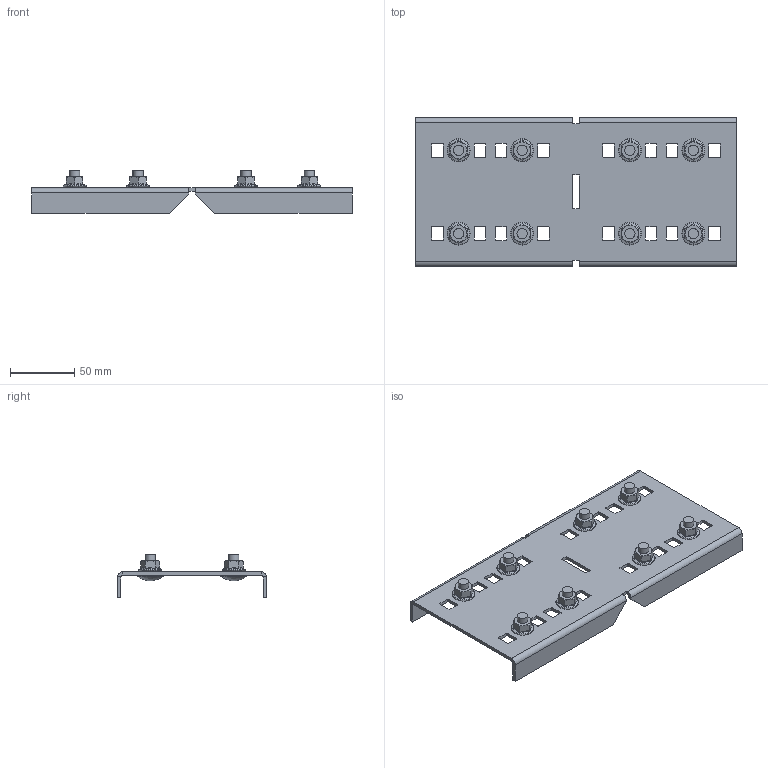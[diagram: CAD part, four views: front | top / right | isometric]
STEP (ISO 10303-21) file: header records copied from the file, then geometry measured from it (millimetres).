
FILE_DESCRIPTION (( 'STEP AP214' ), '1' );
FILE_NAME ('6091397.stp', '2024-05-02T15:51:57', ( '' ), ( '' ), 'SwSTEP 2.0', 'SolidWorks 2022', '' );
FILE_SCHEMA (( 'AUTOMOTIVE_DESIGN' ));
Length unit declared in the file: millimetre
Products named in the file (5): 014705_H=111; 009241_DIN 6798-A8.4; 6091397; 020262_DIN EN 1661 - M8; KTS 14.002-050_M8x16
Assembly tree (25 placements, depth 2):
  6091397
    014705_H=111
    KTS 14.002-050_M8x16  x8
    009241_DIN 6798-A8.4  x8
    020262_DIN EN 1661 - M8  x8
Bounding box: 250 x 116 x 33.5 mm (x, y, z)
Volume: 107673.4 mm3; surface area: 91461.9 mm2
Topology: 25 solids, 25 shells, 1046 faces, 2972 edges, 1760 vertices
Faces by surface type: plane 526, bspline 272, cylinder 160, cone 72, sphere 8, torus 8
Full cylindrical faces by diameter (mm): 6.8 x8, 8 x24, 8.4 x8, 15 x8, 20 x8
Entity records: 12114 total; most frequent: CARTESIAN_POINT 2926, ORIENTED_EDGE 1886, DIRECTION 1796, EDGE_CURVE 943, VERTEX_POINT 617, AXIS2_PLACEMENT_3D 599, VECTOR 598, LINE 598
